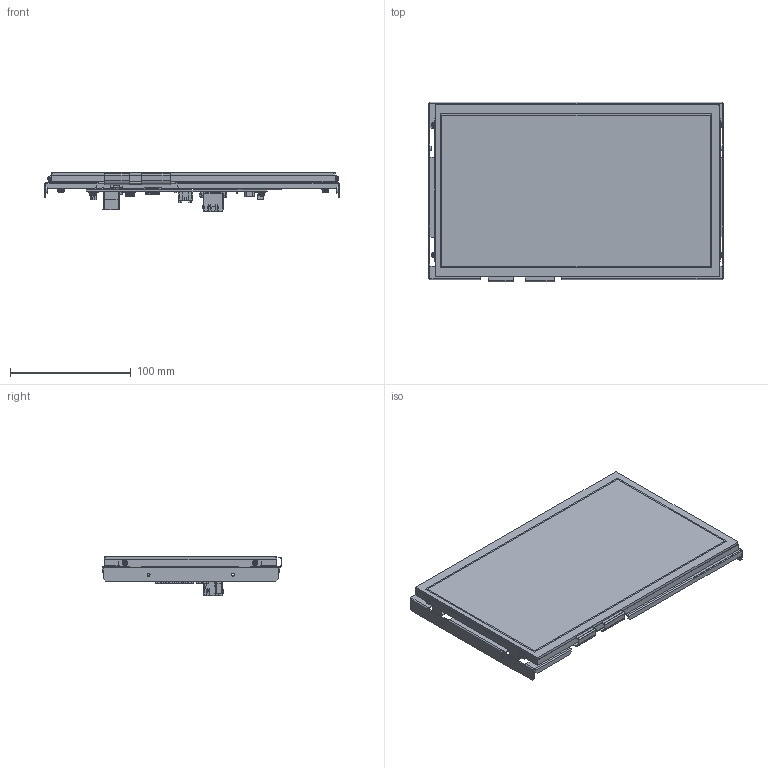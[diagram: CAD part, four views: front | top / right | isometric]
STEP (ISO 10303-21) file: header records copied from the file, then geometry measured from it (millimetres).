
FILE_DESCRIPTION(/* description */ ('','CAx-IF Rec.Pracs.---Representation and Presentation of Product Manufacturing Information (PMI)---4.0---2014-10-13'),/* implementation_level */ '2;1');
FILE_NAME(/* name */ 'HP_EMG8-W310A7.stp',/* time_stamp */ '2023-02-01T10:31:16+09:00',/* author */ ('KIKOU-CAD1'),/* organization */ (''),/* preprocessor_version */ 'ST-DEVELOPER v18.1',/* originating_system */ 'Autodesk Inventor 2020',/* authorisation */ '');
FILE_SCHEMA (('AP242_MANAGED_MODEL_BASED_3D_ENGINEERING_MIM_LF { 1 0 10303 442 1 1 4 }'));
Products named in the file (1): HP_EMG8-W310A7
Bounding box: 244 x 149 x 32.71 mm (x, y, z)
Volume: 330875.1 mm3; surface area: 259438.7 mm2
Topology: 1 solids, 12 shells, 8323 faces, 23687 edges, 15435 vertices
Faces by surface type: plane 6262, cylinder 1790, bspline 107, cone 76, sphere 59, torus 29
Full cylindrical faces by diameter (mm): 0.5 x2, 1 x1, 1.2 x2, 1.328 x1, 1.567 x4, 1.754 x4, 2 x4, 2.1 x2, 2.459 x12, 3.2 x2, 3.5 x6, 3.6 x12, 4 x4, 5 x4, 6.2 x8, 8 x12
Entity records: 272976 total; most frequent: CARTESIAN_POINT 52586, ORIENTED_EDGE 47334, DIRECTION 43969, EDGE_CURVE 23667, LINE 19097, VECTOR 19097, VERTEX_POINT 15435, AXIS2_PLACEMENT_3D 12436
